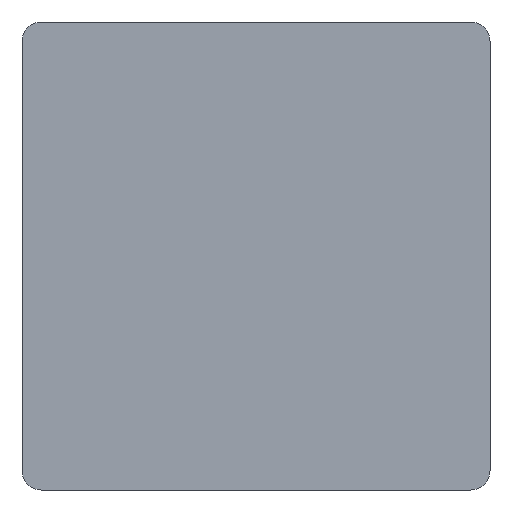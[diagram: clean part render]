
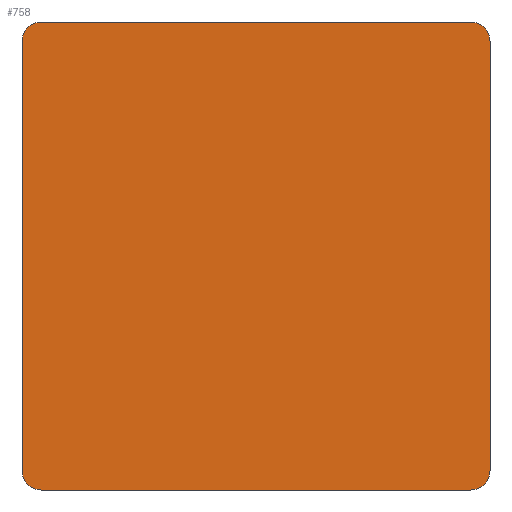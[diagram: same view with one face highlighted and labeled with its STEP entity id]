
A CAD part, front view. The second image highlights one B-rep face of the part: STEP entity #758.
In plain terms, the highlighted planar face has unit normal (0, -1, 0).
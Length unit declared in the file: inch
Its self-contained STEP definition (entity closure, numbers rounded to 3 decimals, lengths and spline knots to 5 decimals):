
#40=PLANE('',#842);
#117=FACE_OUTER_BOUND('',#166,.T.);
#166=EDGE_LOOP('',(#703,#704,#705,#706,#707,#708,#709,#710));
#186=CIRCLE('',#812,0.125);
#190=CIRCLE('',#818,0.125);
#192=CIRCLE('',#823,0.125);
#195=CIRCLE('',#828,0.125);
#239=LINE('',#1429,#302);
#243=LINE('',#1436,#306);
#256=LINE('',#1462,#319);
#258=LINE('',#1467,#321);
#302=VECTOR('',#992,0.3937);
#306=VECTOR('',#998,0.3937);
#319=VECTOR('',#1025,0.3937);
#321=VECTOR('',#1033,0.3937);
#367=VERTEX_POINT('',#1385);
#368=VERTEX_POINT('',#1386);
#372=VERTEX_POINT('',#1398);
#373=VERTEX_POINT('',#1399);
#374=VERTEX_POINT('',#1409);
#375=VERTEX_POINT('',#1410);
#377=VERTEX_POINT('',#1419);
#378=VERTEX_POINT('',#1420);
#452=EDGE_CURVE('',#367,#368,#186,.T.);
#458=EDGE_CURVE('',#372,#373,#190,.T.);
#464=EDGE_CURVE('',#374,#375,#192,.T.);
#469=EDGE_CURVE('',#377,#378,#195,.T.);
#475=EDGE_CURVE('',#373,#367,#239,.T.);
#479=EDGE_CURVE('',#378,#372,#243,.T.);
#492=EDGE_CURVE('',#368,#374,#256,.T.);
#494=EDGE_CURVE('',#375,#377,#258,.T.);
#703=ORIENTED_EDGE('',*,*,#452,.F.);
#704=ORIENTED_EDGE('',*,*,#475,.F.);
#705=ORIENTED_EDGE('',*,*,#458,.F.);
#706=ORIENTED_EDGE('',*,*,#479,.F.);
#707=ORIENTED_EDGE('',*,*,#469,.F.);
#708=ORIENTED_EDGE('',*,*,#494,.F.);
#709=ORIENTED_EDGE('',*,*,#464,.F.);
#710=ORIENTED_EDGE('',*,*,#492,.F.);
#758=ADVANCED_FACE('',(#117),#40,.F.);
#812=AXIS2_PLACEMENT_3D('',#1387,#941,#942);
#818=AXIS2_PLACEMENT_3D('',#1400,#955,#956);
#823=AXIS2_PLACEMENT_3D('',#1411,#969,#970);
#828=AXIS2_PLACEMENT_3D('',#1421,#981,#982);
#842=AXIS2_PLACEMENT_3D('',#1468,#1034,#1035);
#941=DIRECTION('center_axis',(0.,1.,0.));
#942=DIRECTION('ref_axis',(0.707,0.,-0.707));
#955=DIRECTION('center_axis',(0.,1.,0.));
#956=DIRECTION('ref_axis',(0.707,0.,0.707));
#969=DIRECTION('center_axis',(0.,1.,0.));
#970=DIRECTION('ref_axis',(-0.707,0.,-0.707));
#981=DIRECTION('center_axis',(0.,1.,0.));
#982=DIRECTION('ref_axis',(-0.707,0.,0.707));
#992=DIRECTION('',(0.,0.,-1.));
#998=DIRECTION('',(1.,0.,0.));
#1025=DIRECTION('',(-1.,0.,0.));
#1033=DIRECTION('',(0.,0.,1.));
#1034=DIRECTION('center_axis',(0.,1.,0.));
#1035=DIRECTION('ref_axis',(0.,0.,1.));
#1385=CARTESIAN_POINT('',(1.5,0.,-1.375));
#1386=CARTESIAN_POINT('',(1.375,0.,-1.5));
#1387=CARTESIAN_POINT('Origin',(1.375,0.,-1.375));
#1398=CARTESIAN_POINT('',(1.375,0.,1.5));
#1399=CARTESIAN_POINT('',(1.5,0.,1.375));
#1400=CARTESIAN_POINT('Origin',(1.375,0.,1.375));
#1409=CARTESIAN_POINT('',(-1.375,0.,-1.5));
#1410=CARTESIAN_POINT('',(-1.5,0.,-1.375));
#1411=CARTESIAN_POINT('Origin',(-1.375,0.,-1.375));
#1419=CARTESIAN_POINT('',(-1.5,0.,1.375));
#1420=CARTESIAN_POINT('',(-1.375,0.,1.5));
#1421=CARTESIAN_POINT('Origin',(-1.375,0.,1.375));
#1429=CARTESIAN_POINT('',(1.5,0.,1.5));
#1436=CARTESIAN_POINT('',(-1.5,0.,1.5));
#1462=CARTESIAN_POINT('',(1.5,0.,-1.5));
#1467=CARTESIAN_POINT('',(-1.5,0.,-1.5));
#1468=CARTESIAN_POINT('Origin',(0.,0.,0.));
